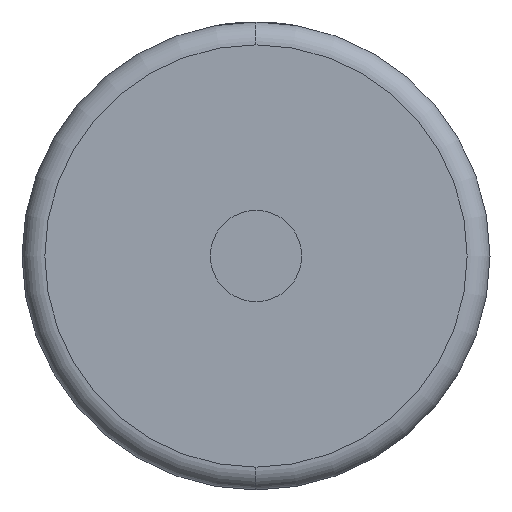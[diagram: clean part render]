
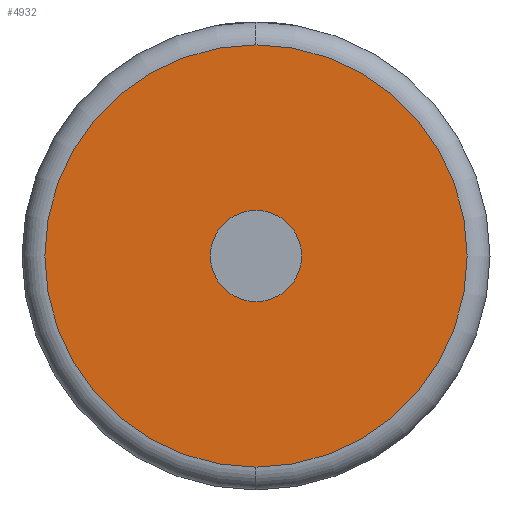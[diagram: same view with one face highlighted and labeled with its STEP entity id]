
A CAD part, left-side view. The second image highlights one B-rep face of the part: STEP entity #4932.
In plain terms, the highlighted planar face has unit normal (-1, 0, 0).
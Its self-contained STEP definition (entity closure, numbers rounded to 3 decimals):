
#634 = CARTESIAN_POINT ( 'NONE',  ( 0., 0., 0. ) ) ;
#738 = DIRECTION ( 'NONE',  ( -1., 0., 0. ) ) ;
#742 = AXIS2_PLACEMENT_3D ( 'NONE', #1807, #738, #1832 ) ;
#1094 = CIRCLE ( 'NONE', #6241, 4. ) ;
#1156 = CARTESIAN_POINT ( 'NONE',  ( 0., 0., 0. ) ) ;
#1161 = PLANE ( 'NONE',  #3573 ) ;
#1194 = CARTESIAN_POINT ( 'NONE',  ( 0., 0., 0. ) ) ;
#1232 = ORIENTED_EDGE ( 'NONE', *, *, #5437, .F. ) ;
#1807 = CARTESIAN_POINT ( 'NONE',  ( 0., 0., 0. ) ) ;
#1832 = DIRECTION ( 'NONE',  ( 0., 0., -1. ) ) ;
#1959 = EDGE_CURVE ( 'NONE', #3147, #3866, #5632, .T. ) ;
#2001 = EDGE_CURVE ( 'NONE', #3866, #3147, #2723, .T. ) ;
#2519 = FACE_OUTER_BOUND ( 'NONE', #4948, .T. ) ;
#2539 = CARTESIAN_POINT ( 'NONE',  ( 0., 0., -4. ) ) ;
#2723 = CIRCLE ( 'NONE', #742, 18.5 ) ;
#2974 = AXIS2_PLACEMENT_3D ( 'NONE', #1194, #3735, #4736 ) ;
#3120 = DIRECTION ( 'NONE',  ( 0., 0., -1. ) ) ;
#3147 = VERTEX_POINT ( 'NONE', #5366 ) ;
#3259 = EDGE_LOOP ( 'NONE', ( #1232, #5284 ) ) ;
#3398 = VERTEX_POINT ( 'NONE', #4612 ) ;
#3509 = CARTESIAN_POINT ( 'NONE',  ( 0., 0., 18.5 ) ) ;
#3573 = AXIS2_PLACEMENT_3D ( 'NONE', #4214, #4694, #3120 ) ;
#3595 = ORIENTED_EDGE ( 'NONE', *, *, #1959, .T. ) ;
#3694 = DIRECTION ( 'NONE',  ( 0., 0., -1. ) ) ;
#3719 = AXIS2_PLACEMENT_3D ( 'NONE', #1156, #4655, #5211 ) ;
#3735 = DIRECTION ( 'NONE',  ( -1., 0., 0. ) ) ;
#3866 = VERTEX_POINT ( 'NONE', #3509 ) ;
#3937 = VERTEX_POINT ( 'NONE', #2539 ) ;
#4100 = CIRCLE ( 'NONE', #2974, 4. ) ;
#4191 = DIRECTION ( 'NONE',  ( -1., 0., 0. ) ) ;
#4214 = CARTESIAN_POINT ( 'NONE',  ( 0., 0., 0. ) ) ;
#4612 = CARTESIAN_POINT ( 'NONE',  ( 0., 0., 4. ) ) ;
#4655 = DIRECTION ( 'NONE',  ( -1., 0., 0. ) ) ;
#4694 = DIRECTION ( 'NONE',  ( 1., 0., 0. ) ) ;
#4736 = DIRECTION ( 'NONE',  ( 0., 0., -1. ) ) ;
#4932 = ADVANCED_FACE ( 'NONE', ( #2519, #5996 ), #1161, .F. ) ;
#4948 = EDGE_LOOP ( 'NONE', ( #3595, #5330 ) ) ;
#5018 = EDGE_CURVE ( 'NONE', #3398, #3937, #1094, .T. ) ;
#5211 = DIRECTION ( 'NONE',  ( 0., 0., -1. ) ) ;
#5284 = ORIENTED_EDGE ( 'NONE', *, *, #5018, .F. ) ;
#5330 = ORIENTED_EDGE ( 'NONE', *, *, #2001, .T. ) ;
#5366 = CARTESIAN_POINT ( 'NONE',  ( 0., 0., -18.5 ) ) ;
#5437 = EDGE_CURVE ( 'NONE', #3937, #3398, #4100, .T. ) ;
#5632 = CIRCLE ( 'NONE', #3719, 18.5 ) ;
#5996 = FACE_BOUND ( 'NONE', #3259, .T. ) ;
#6241 = AXIS2_PLACEMENT_3D ( 'NONE', #634, #4191, #3694 ) ;
